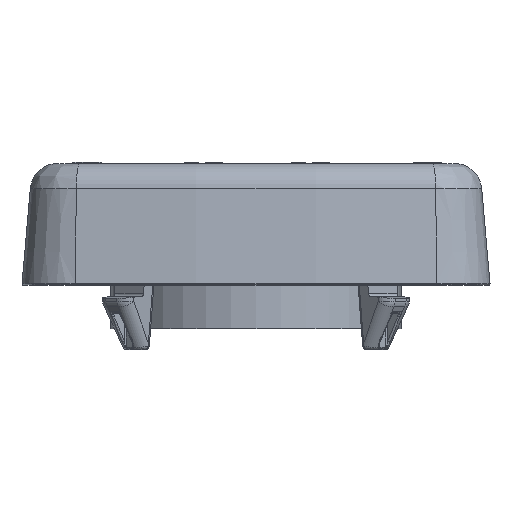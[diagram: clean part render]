
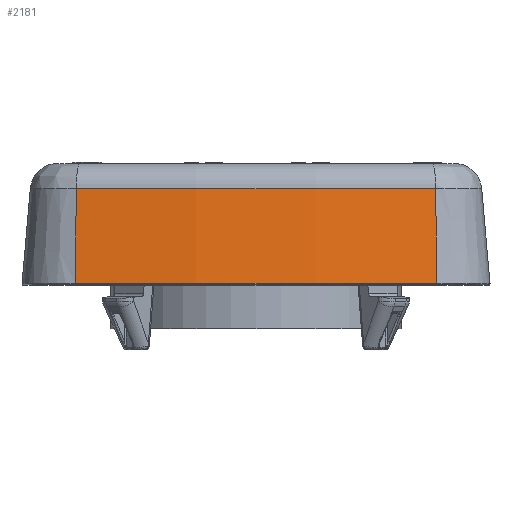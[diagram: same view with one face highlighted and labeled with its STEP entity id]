
A CAD part, left-side view. The second image highlights one B-rep face of the part: STEP entity #2181.
In plain terms, the highlighted conical face has half-angle 5 degrees and reference radius 182.518 mm.
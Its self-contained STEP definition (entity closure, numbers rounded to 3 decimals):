
#281=CONICAL_SURFACE('',#29736,182.518,5.);
#2181=ADVANCED_FACE('',(#3841),#281,.T.);
#3841=FACE_OUTER_BOUND('',#5397,.T.);
#5397=EDGE_LOOP('',(#14847,#14848,#14849,#14850));
#7015=LINE('',#43707,#10338);
#7016=LINE('',#43708,#10339);
#10338=VECTOR('',#32750,1.);
#10339=VECTOR('',#32751,1.);
#14847=ORIENTED_EDGE('',*,*,#25135,.F.);
#14848=ORIENTED_EDGE('',*,*,#25136,.F.);
#14849=ORIENTED_EDGE('',*,*,#25119,.T.);
#14850=ORIENTED_EDGE('',*,*,#25137,.F.);
#22147=VERTEX_POINT('',#43673);
#22148=VERTEX_POINT('',#43674);
#22155=VERTEX_POINT('',#43705);
#22156=VERTEX_POINT('',#43706);
#25119=EDGE_CURVE('',#22147,#22148,#28800,.T.);
#25135=EDGE_CURVE('',#22155,#22156,#28814,.T.);
#25136=EDGE_CURVE('',#22147,#22155,#7015,.T.);
#25137=EDGE_CURVE('',#22156,#22148,#7016,.T.);
#28800=CIRCLE('',#29713,183.033);
#28814=CIRCLE('',#29735,182.003);
#29713=AXIS2_PLACEMENT_3D('',#43672,#32702,#32703);
#29735=AXIS2_PLACEMENT_3D('',#43704,#32748,#32749);
#29736=AXIS2_PLACEMENT_3D('',#43709,#32752,#32753);
#32702=DIRECTION('',(0.,0.,1.));
#32703=DIRECTION('',(-0.992,-0.123,0.));
#32748=DIRECTION('',(0.,0.,1.));
#32749=DIRECTION('',(-0.992,0.123,0.));
#32750=DIRECTION('',(0.086,-0.011,0.996));
#32751=DIRECTION('',(-0.086,-0.011,-0.996));
#32752=DIRECTION('',(0.,0.,-1.));
#32753=DIRECTION('',(1.,0.,0.));
#43672=CARTESIAN_POINT('',(108.25,0.,-0.383));
#43673=CARTESIAN_POINT('',(-73.405,22.423,-0.383));
#43674=CARTESIAN_POINT('',(-73.405,-22.423,-0.383));
#43704=CARTESIAN_POINT('',(108.25,0.,11.396));
#43705=CARTESIAN_POINT('',(-72.382,22.297,11.396));
#43706=CARTESIAN_POINT('',(-72.382,-22.297,11.396));
#43707=CARTESIAN_POINT('',(-72.382,22.297,11.396));
#43708=CARTESIAN_POINT('',(-72.382,-22.297,11.396));
#43709=CARTESIAN_POINT('',(108.25,0.,5.507));
